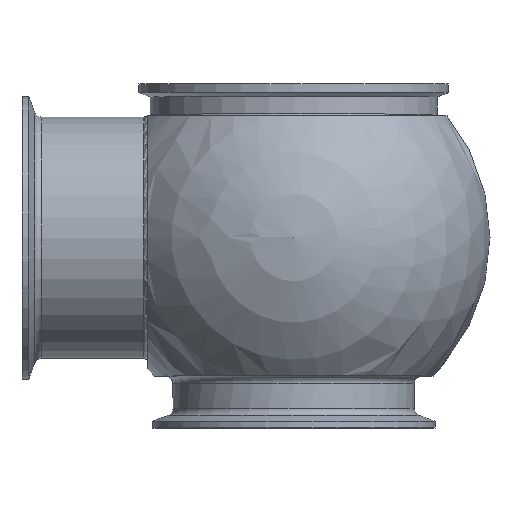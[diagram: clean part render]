
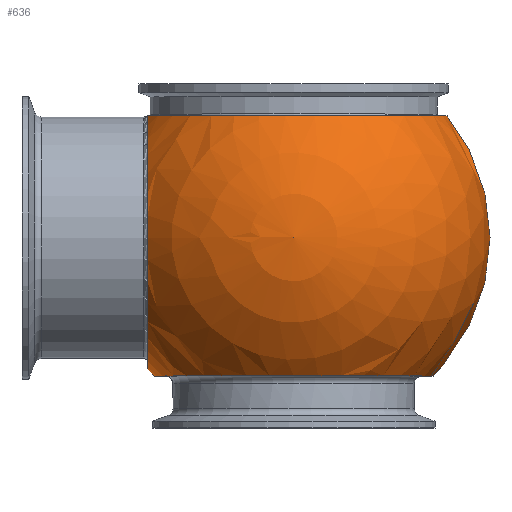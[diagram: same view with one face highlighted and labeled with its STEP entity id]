
A CAD part, top view. The second image highlights one B-rep face of the part: STEP entity #636.
In plain terms, the highlighted spherical face has radius 82.55 mm.
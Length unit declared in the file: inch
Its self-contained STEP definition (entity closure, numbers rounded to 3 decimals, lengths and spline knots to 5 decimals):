
#15=SPHERICAL_SURFACE('',#765,3.25);
#19=FACE_BOUND('',#137,.T.);
#101=FACE_OUTER_BOUND('',#136,.T.);
#136=EDGE_LOOP('',(#570,#571,#572,#573,#574,#575,#576,#577));
#137=EDGE_LOOP('',(#578));
#220=CIRCLE('',#766,2.54837);
#221=CIRCLE('',#767,2.16935);
#222=CIRCLE('',#768,3.25);
#223=CIRCLE('',#769,2.16935);
#224=CIRCLE('',#770,3.25);
#225=CIRCLE('',#771,2.16935);
#226=CIRCLE('',#772,2.30617);
#293=VERTEX_POINT('',#1225);
#294=VERTEX_POINT('',#1226);
#295=VERTEX_POINT('',#1228);
#296=VERTEX_POINT('',#1230);
#297=VERTEX_POINT('',#1232);
#298=VERTEX_POINT('',#1234);
#299=VERTEX_POINT('',#1237);
#390=EDGE_CURVE('',#293,#294,#220,.T.);
#391=EDGE_CURVE('',#295,#293,#221,.T.);
#392=EDGE_CURVE('',#295,#296,#222,.T.);
#393=EDGE_CURVE('',#297,#295,#223,.T.);
#394=EDGE_CURVE('',#298,#297,#224,.T.);
#395=EDGE_CURVE('',#294,#297,#225,.T.);
#396=EDGE_CURVE('',#299,#299,#226,.T.);
#570=ORIENTED_EDGE('',*,*,#390,.F.);
#571=ORIENTED_EDGE('',*,*,#391,.F.);
#572=ORIENTED_EDGE('',*,*,#392,.T.);
#573=ORIENTED_EDGE('',*,*,#392,.F.);
#574=ORIENTED_EDGE('',*,*,#393,.F.);
#575=ORIENTED_EDGE('',*,*,#394,.F.);
#576=ORIENTED_EDGE('',*,*,#394,.T.);
#577=ORIENTED_EDGE('',*,*,#395,.F.);
#578=ORIENTED_EDGE('',*,*,#396,.T.);
#636=ADVANCED_FACE('',(#101,#19),#15,.T.);
#765=AXIS2_PLACEMENT_3D('',#1224,#1000,#1001);
#766=AXIS2_PLACEMENT_3D('',#1227,#1002,#1003);
#767=AXIS2_PLACEMENT_3D('',#1229,#1004,#1005);
#768=AXIS2_PLACEMENT_3D('',#1231,#1006,#1007);
#769=AXIS2_PLACEMENT_3D('',#1233,#1008,#1009);
#770=AXIS2_PLACEMENT_3D('',#1235,#1010,#1011);
#771=AXIS2_PLACEMENT_3D('',#1236,#1012,#1013);
#772=AXIS2_PLACEMENT_3D('',#1238,#1014,#1015);
#1000=DIRECTION('center_axis',(0.,0.,
-1.));
#1001=DIRECTION('ref_axis',(1.,0.,0.));
#1002=DIRECTION('center_axis',(0.,1.,0.));
#1003=DIRECTION('ref_axis',(-1.,0.,0.));
#1004=DIRECTION('center_axis',(-1.,0.,0.));
#1005=DIRECTION('ref_axis',(0.,-1.,0.));
#1006=DIRECTION('center_axis',(0.,1.,0.));
#1007=DIRECTION('ref_axis',(-1.,0.,0.));
#1008=DIRECTION('center_axis',(-1.,0.,0.));
#1009=DIRECTION('ref_axis',(0.,-1.,0.));
#1010=DIRECTION('center_axis',(0.,1.,0.));
#1011=DIRECTION('ref_axis',(-1.,0.,0.));
#1012=DIRECTION('center_axis',(-1.,0.,0.));
#1013=DIRECTION('ref_axis',(0.,-1.,0.));
#1014=DIRECTION('center_axis',(0.,1.,0.));
#1015=DIRECTION('ref_axis',(-1.,0.,0.));
#1224=CARTESIAN_POINT('Origin',(-0.47605,-0.62368,-0.05483));
#1225=CARTESIAN_POINT('',(-2.89605,1.39332,0.7438));
#1226=CARTESIAN_POINT('',(-2.89605,1.39332,-0.85346));
#1227=CARTESIAN_POINT('Origin',(-0.47605,1.39332,-0.05483));
#1228=CARTESIAN_POINT('',(-2.89605,-0.62368,2.11453));
#1229=CARTESIAN_POINT('Origin',(-2.89605,-0.62368,-0.05483));
#1230=CARTESIAN_POINT('',(-0.47605,-0.62368,3.19517));
#1231=CARTESIAN_POINT('Origin',(-0.47605,-0.62368,-0.05483));
#1232=CARTESIAN_POINT('',(-2.89605,-0.62368,-2.22418));
#1233=CARTESIAN_POINT('Origin',(-2.89605,-0.62368,-0.05483));
#1234=CARTESIAN_POINT('',(-0.47605,-0.62368,-3.30483));
#1235=CARTESIAN_POINT('Origin',(-0.47605,-0.62368,-0.05483));
#1236=CARTESIAN_POINT('Origin',(-2.89605,-0.62368,-0.05483));
#1237=CARTESIAN_POINT('',(1.83011,-2.91368,-0.05483));
#1238=CARTESIAN_POINT('Origin',(-0.47605,-2.91368,-0.05483));
